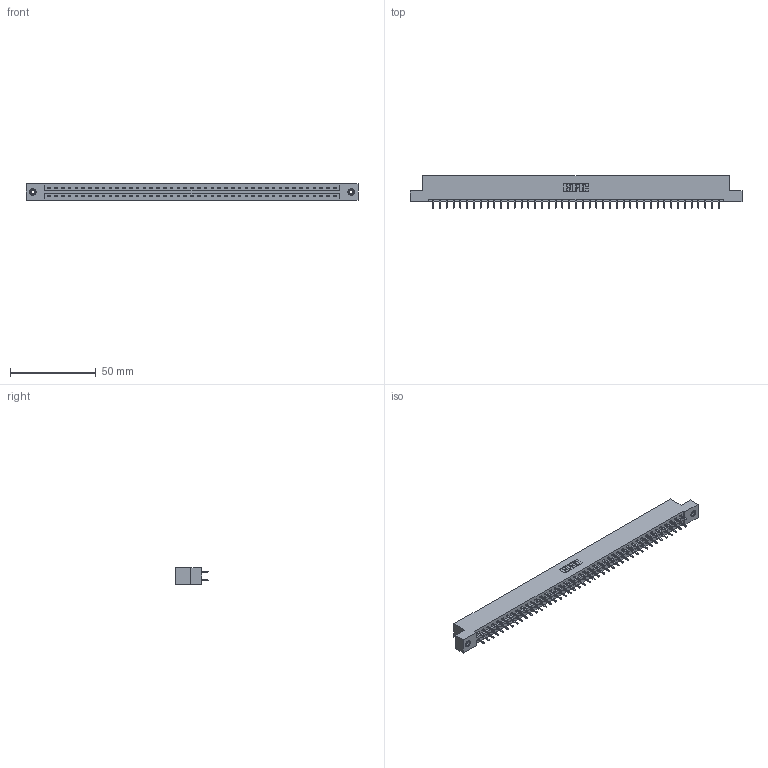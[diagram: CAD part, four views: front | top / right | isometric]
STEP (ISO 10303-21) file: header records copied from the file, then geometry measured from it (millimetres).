
FILE_DESCRIPTION (( 'STEP AP203' ), '1' );
FILE_NAME ('387-086-521-208.STEP', '2018-09-23T23:22:17', ( '' ), ( '' ), 'SwSTEP 2.0', 'SolidWorks 2016', '' );
FILE_SCHEMA (( 'CONFIG_CONTROL_DESIGN' ));
Length unit declared in the file: inch
Products named in the file (4): 337 Part_Flush Mounting Lugs - 0.156 Dia-TI; 345-292-001_345-293-121; 345-250-001_345-250-003-102; 387-086-521-208
Assembly tree (89 placements, depth 2):
  387-086-521-208
    337 Part_Flush Mounting Lugs - 0.156 Dia-TI
    345-292-001_345-293-121  x86
    345-250-001_345-250-003-102  x2
Bounding box: 193.4 x 19.06 x 9.4 mm (x, y, z)
Volume: 20353.3 mm3; surface area: 22788.1 mm2
Topology: 89 solids, 89 shells, 4818 faces, 14293 edges, 9406 vertices
Faces by surface type: plane 3370, cylinder 1432, cone 12, torus 4
Entity records: 34414 total; most frequent: CARTESIAN_POINT 5777, ORIENTED_EDGE 5706, DIRECTION 4943, EDGE_CURVE 2853, VECTOR 2705, LINE 2705, VERTEX_POINT 1896, AXIS2_PLACEMENT_3D 1119
